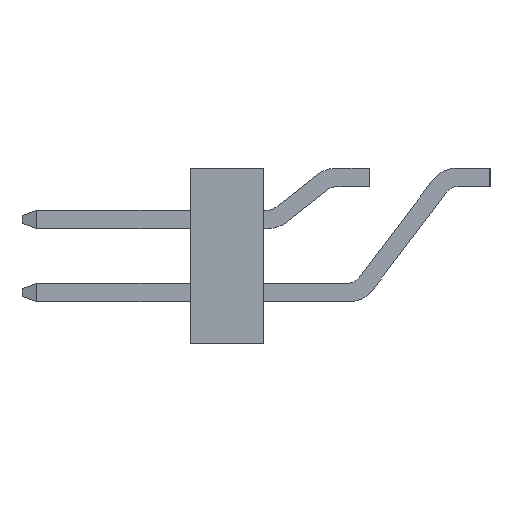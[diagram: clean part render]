
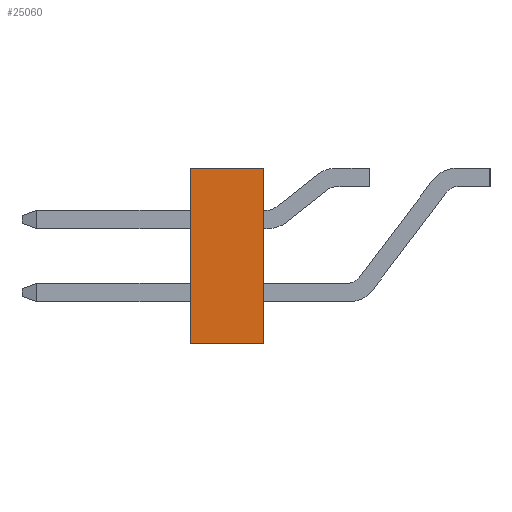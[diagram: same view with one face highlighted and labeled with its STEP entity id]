
A CAD part, left-side view. The second image highlights one B-rep face of the part: STEP entity #25060.
In plain terms, the highlighted planar face has unit normal (-1, 0, 0).
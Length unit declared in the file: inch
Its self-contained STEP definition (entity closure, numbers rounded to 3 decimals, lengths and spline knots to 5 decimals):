
#112 = CARTESIAN_POINT ( 'NONE',  ( -0.05, 0.05, 0.12 ) ) ;
#1149 = DIRECTION ( 'NONE',  ( 0., 0., 1. ) ) ;
#1629 = VECTOR ( 'NONE', #1149, 39.37008 ) ;
#2150 = CARTESIAN_POINT ( 'NONE',  ( -0.05, 0.05, -0.12 ) ) ;
#3441 = ORIENTED_EDGE ( 'NONE', *, *, #3671, .F. ) ;
#3671 = EDGE_CURVE ( 'NONE', #17741, #19724, #33229, .T. ) ;
#4141 = FACE_OUTER_BOUND ( 'NONE', #14085, .T. ) ;
#4835 = DIRECTION ( 'NONE',  ( 0., -1., 0. ) ) ;
#5111 = EDGE_CURVE ( 'NONE', #8638, #24711, #15822, .T. ) ;
#6210 = CARTESIAN_POINT ( 'NONE',  ( -0.05, 0.05, -0.12 ) ) ;
#8232 = AXIS2_PLACEMENT_3D ( 'NONE', #25265, #35880, #32131 ) ;
#8638 = VERTEX_POINT ( 'NONE', #12433 ) ;
#8745 = PLANE ( 'NONE',  #8232 ) ;
#10614 = LINE ( 'NONE', #6210, #18490 ) ;
#12433 = CARTESIAN_POINT ( 'NONE',  ( -0.05, -0.05, -0.12 ) ) ;
#13418 = CARTESIAN_POINT ( 'NONE',  ( -0.05, -0.05, 0.12 ) ) ;
#14085 = EDGE_LOOP ( 'NONE', ( #30006, #37147, #3441, #30730 ) ) ;
#14398 = DIRECTION ( 'NONE',  ( 0., 0., 1. ) ) ;
#15822 = LINE ( 'NONE', #31490, #19517 ) ;
#17741 = VERTEX_POINT ( 'NONE', #29151 ) ;
#18490 = VECTOR ( 'NONE', #4835, 39.37008 ) ;
#19517 = VECTOR ( 'NONE', #14398, 39.37008 ) ;
#19724 = VERTEX_POINT ( 'NONE', #24454 ) ;
#21673 = LINE ( 'NONE', #112, #28517 ) ;
#24454 = CARTESIAN_POINT ( 'NONE',  ( -0.05, 0.05, 0.12 ) ) ;
#24711 = VERTEX_POINT ( 'NONE', #13418 ) ;
#25060 = ADVANCED_FACE ( 'NONE', ( #4141 ), #8745, .F. ) ;
#25265 = CARTESIAN_POINT ( 'NONE',  ( -0.05, 0.05, -0.12 ) ) ;
#28146 = DIRECTION ( 'NONE',  ( 0., -1., 0. ) ) ;
#28517 = VECTOR ( 'NONE', #28146, 39.37008 ) ;
#29151 = CARTESIAN_POINT ( 'NONE',  ( -0.05, 0.05, -0.12 ) ) ;
#30006 = ORIENTED_EDGE ( 'NONE', *, *, #5111, .T. ) ;
#30730 = ORIENTED_EDGE ( 'NONE', *, *, #30870, .T. ) ;
#30870 = EDGE_CURVE ( 'NONE', #17741, #8638, #10614, .T. ) ;
#30914 = EDGE_CURVE ( 'NONE', #19724, #24711, #21673, .T. ) ;
#31490 = CARTESIAN_POINT ( 'NONE',  ( -0.05, -0.05, -0.12 ) ) ;
#32131 = DIRECTION ( 'NONE',  ( 0., 0., -1. ) ) ;
#33229 = LINE ( 'NONE', #2150, #1629 ) ;
#35880 = DIRECTION ( 'NONE',  ( 1., 0., 0. ) ) ;
#37147 = ORIENTED_EDGE ( 'NONE', *, *, #30914, .F. ) ;
